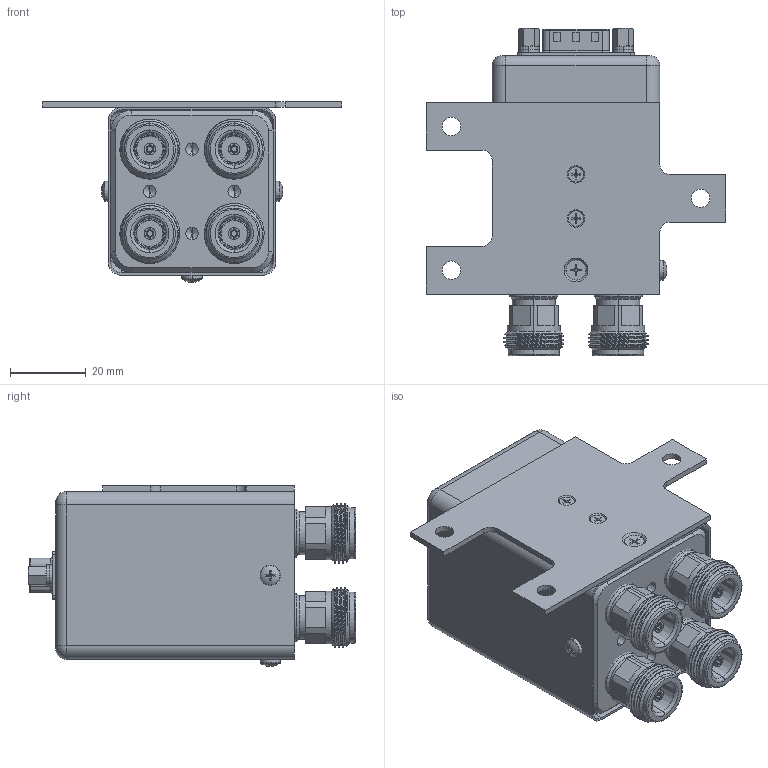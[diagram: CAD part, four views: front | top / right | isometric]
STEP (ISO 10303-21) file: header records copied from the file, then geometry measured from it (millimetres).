
FILE_DESCRIPTION (( 'STEP AP214' ), '1' );
FILE_NAME ('FMSW6608_3D.step', '2025-03-07T20:21:02', ( '' ), ( '' ), 'SwSTEP 2.0', 'SolidWorks 2022', '' );
FILE_SCHEMA (( 'AUTOMOTIVE_DESIGN' ));
Length unit declared in the file: inch
Products named in the file (10): A12075Y05_-402^FMSW6608; B22064002^FMSW6608; A12066001-e360^FMSW6608; A12075Y04_-401^FMSW6608; B22061011^FMSW6608; FMSW6608_3D; A12075Y05_-202^FMSW6608; 9P mela-D-SUB 170-009-173^FMSW6608; NEW N connector^FMSW6608; B2202100X^FMSW6608
Assembly tree (16 placements, depth 2):
  FMSW6608_3D
    B2202100X^FMSW6608
    NEW N connector^FMSW6608  x4
    B22064002^FMSW6608
    A12075Y05_-402^FMSW6608
    A12075Y04_-401^FMSW6608  x3
    A12075Y05_-202^FMSW6608  x2
    B22061011^FMSW6608
    A12066001-e360^FMSW6608  x2
    9P mela-D-SUB 170-009-173^FMSW6608
Bounding box: 79.25 x 86.75 x 47.86 mm (x, y, z)
Volume: 43254.4 mm3; surface area: 51389.9 mm2
Topology: 29 solids, 29 shells, 1145 faces, 2780 edges, 1754 vertices
Faces by surface type: plane 405, cylinder 367, cone 172, bspline 114, torus 84, sphere 3
Entity records: 26879 total; most frequent: CARTESIAN_POINT 9452, DIRECTION 3480, ORIENTED_EDGE 3444, EDGE_CURVE 1722, AXIS2_PLACEMENT_3D 1346, VERTEX_POINT 1104, EDGE_LOOP 862, VECTOR 788
